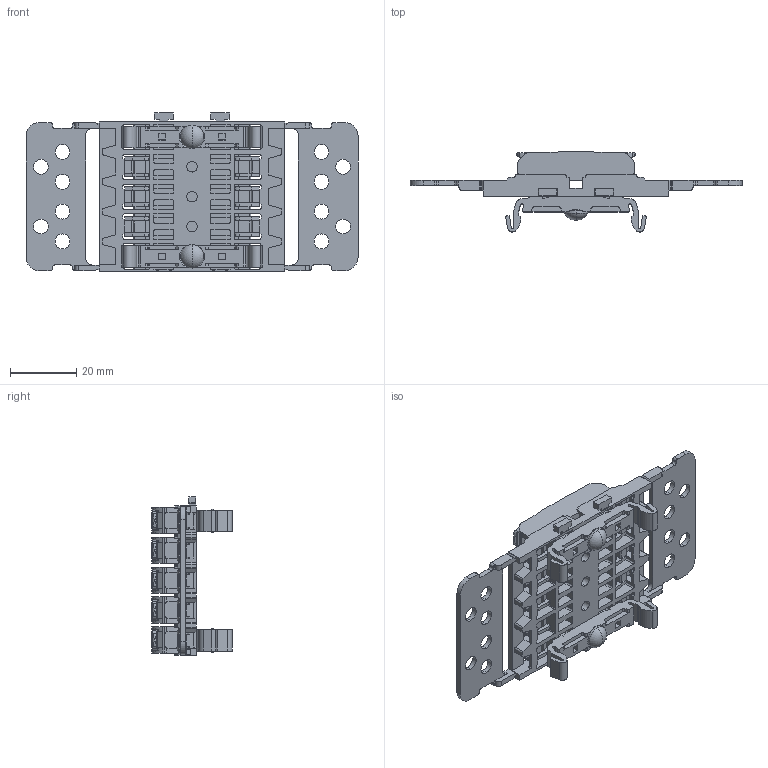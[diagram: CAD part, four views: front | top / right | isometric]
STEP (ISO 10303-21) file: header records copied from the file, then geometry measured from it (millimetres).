
FILE_DESCRIPTION(('HOOPS Exchange Step'),'2;1');
FILE_NAME('export-CCC19360-1B1D-444F-A56C-3BC3CAA3B810.stp','2023-01-18T13:45:43+01:00',('Engineering'),('Alibre'),'HOOPS Exchange 2021.0','Alibre','Unknown authorisation');
FILE_SCHEMA( ('AP242_MANAGED_MODEL_BASED_3D_ENGINEERING_MIM_LF {1 0 10303 442 1 1 4 }') );
Length unit declared in the file: millimetre
Products named in the file (4): 6199 WAGO 209-123 - Mounting foot with screw - for TS35 DIN RAIL; 6198 WAGO 221-2505, Mounting carrier with strain relief, 5 way; 6193 WAGO Terminal Block 2 wire 221-2411; 6199 test assembly
Assembly tree (8 placements, depth 2):
  6199 test assembly
    6199 WAGO 209-123 - Mounting foot with screw - for TS35 DIN RAIL  x2
    6198 WAGO 221-2505, Mounting carrier with strain relief, 5 way
    6193 WAGO Terminal Block 2 wire 221-2411  x5
Bounding box: 100 x 24.12 x 47.8 mm (x, y, z)
Volume: 21872.3 mm3; surface area: 27692 mm2
Topology: 8 solids, 8 shells, 2823 faces, 8362 edges, 5470 vertices
Faces by surface type: plane 1615, cylinder 1160, torus 24, sphere 20, cone 4
Entity records: 66699 total; most frequent: CARTESIAN_POINT 11868, ORIENTED_EDGE 11730, DIRECTION 11464, EDGE_CURVE 5865, VECTOR 4140, LINE 4140, VERTEX_POINT 3822, AXIS2_PLACEMENT_3D 3662
